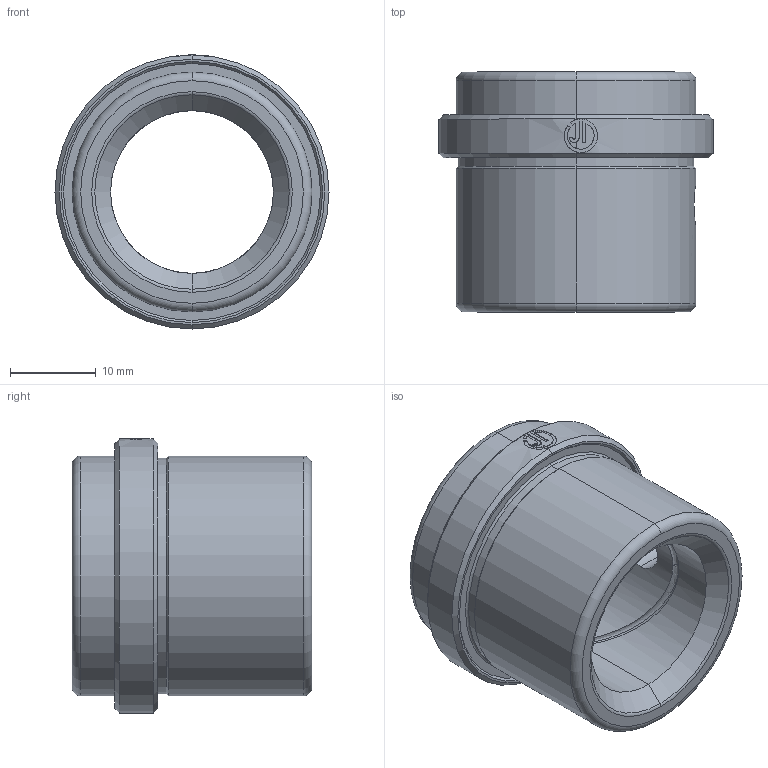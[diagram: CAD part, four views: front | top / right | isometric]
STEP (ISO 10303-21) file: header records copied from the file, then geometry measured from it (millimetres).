
FILE_DESCRIPTION (( 'STEP AP214' ), '1' );
FILE_NAME ('668QM 627QM-D19.STEP', '2021-11-06T07:40:07', ( '' ), ( '' ), 'SwSTEP 2.0', 'SolidWorks 2016', '' );
FILE_SCHEMA (( 'AUTOMOTIVE_DESIGN' ));
Length unit declared in the file: millimetre
Products named in the file (2): 668QM 627QM-D19
Bounding box: 32 x 28 x 32 mm (x, y, z)
Volume: 9804.4 mm3; surface area: 5153.4 mm2
Topology: 1 solids, 1 shells, 73 faces, 180 edges, 112 vertices
Faces by surface type: bspline 22, cylinder 18, plane 13, cone 10, torus 10
Entity records: 5387 total; most frequent: CARTESIAN_POINT 3790, ORIENTED_EDGE 360, DIRECTION 270, EDGE_CURVE 180, AXIS2_PLACEMENT_3D 116, VERTEX_POINT 112, EDGE_LOOP 80, B_SPLINE_CURVE_WITH_KNOTS 79
